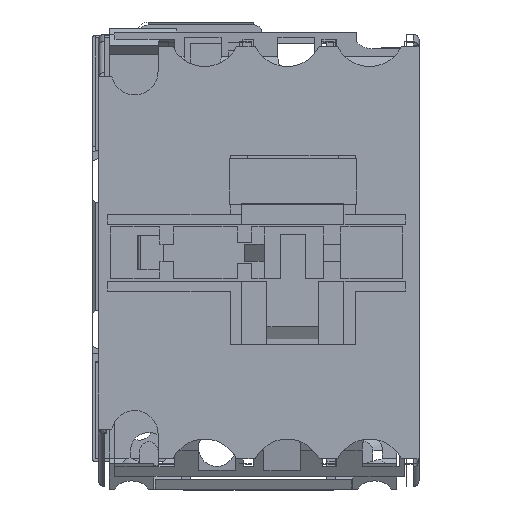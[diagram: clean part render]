
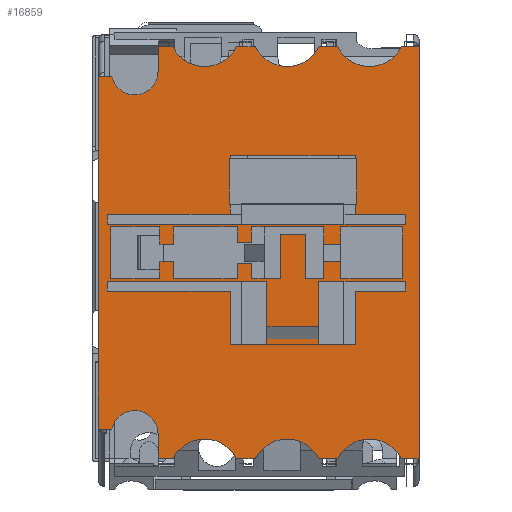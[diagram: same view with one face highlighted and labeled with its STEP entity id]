
A CAD part, top view. The second image highlights one B-rep face of the part: STEP entity #16859.
In plain terms, the highlighted planar face has unit normal (0, 0, 1).
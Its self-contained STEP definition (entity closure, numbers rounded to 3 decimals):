
#16392=DIRECTION('',(1.,0.,0.));
#16393=VECTOR('',#16392,2.389);
#16394=CARTESIAN_POINT('',(-28.2,31.5,128.4));
#16395=LINE('',#16394,#16393);
#16396=CARTESIAN_POINT('',(-21.8,32.35,128.4));
#16397=DIRECTION('',(0.,0.,1.));
#16398=DIRECTION('',(-0.978,-0.207,0.));
#16399=AXIS2_PLACEMENT_3D('',#16396,#16397,#16398);
#16401=DIRECTION('',(0.,1.,0.));
#16402=VECTOR('',#16401,4.4);
#16403=CARTESIAN_POINT('',(-17.7,32.35,128.4));
#16404=LINE('',#16403,#16402);
#16405=DIRECTION('',(1.,0.,0.));
#16406=VECTOR('',#16405,2.588);
#16407=CARTESIAN_POINT('',(-17.7,36.75,128.4));
#16408=LINE('',#16407,#16406);
#16409=CARTESIAN_POINT('',(-9.5,39.5,128.4));
#16410=DIRECTION('',(0.,0.,1.));
#16411=DIRECTION('',(-0.898,-0.44,0.));
#16412=AXIS2_PLACEMENT_3D('',#16409,#16410,#16411);
#16414=DIRECTION('',(1.,0.,0.));
#16415=VECTOR('',#16414,3.275);
#16416=CARTESIAN_POINT('',(-3.888,36.75,128.4));
#16417=LINE('',#16416,#16415);
#16418=CARTESIAN_POINT('',(5.,39.5,128.4));
#16419=DIRECTION('',(0.,0.,1.));
#16420=DIRECTION('',(-0.898,-0.44,0.));
#16421=AXIS2_PLACEMENT_3D('',#16418,#16419,#16420);
#16423=DIRECTION('',(1.,0.,0.));
#16424=VECTOR('',#16423,3.275);
#16425=CARTESIAN_POINT('',(10.612,36.75,128.4));
#16426=LINE('',#16425,#16424);
#16427=CARTESIAN_POINT('',(19.5,39.5,128.4));
#16428=DIRECTION('',(0.,0.,1.));
#16429=DIRECTION('',(-0.898,-0.44,0.));
#16430=AXIS2_PLACEMENT_3D('',#16427,#16428,#16429);
#16432=DIRECTION('',(1.,0.,0.));
#16433=VECTOR('',#16432,3.088);
#16434=CARTESIAN_POINT('',(25.112,36.75,128.4));
#16435=LINE('',#16434,#16433);
#16436=DIRECTION('',(0.,-1.,0.));
#16437=VECTOR('',#16436,72.5);
#16438=CARTESIAN_POINT('',(28.2,36.75,128.4));
#16439=LINE('',#16438,#16437);
#16440=DIRECTION('',(-1.,0.,0.));
#16441=VECTOR('',#16440,3.088);
#16442=CARTESIAN_POINT('',(28.2,-35.75,128.4));
#16443=LINE('',#16442,#16441);
#16444=CARTESIAN_POINT('',(19.5,-38.5,128.4));
#16445=DIRECTION('',(0.,0.,1.));
#16446=DIRECTION('',(0.898,0.44,0.));
#16447=AXIS2_PLACEMENT_3D('',#16444,#16445,#16446);
#16449=DIRECTION('',(-1.,0.,0.));
#16450=VECTOR('',#16449,3.275);
#16451=CARTESIAN_POINT('',(13.888,-35.75,128.4));
#16452=LINE('',#16451,#16450);
#16453=CARTESIAN_POINT('',(5.,-38.5,128.4));
#16454=DIRECTION('',(0.,0.,1.));
#16455=DIRECTION('',(0.898,0.44,0.));
#16456=AXIS2_PLACEMENT_3D('',#16453,#16454,#16455);
#16458=DIRECTION('',(-1.,0.,0.));
#16459=VECTOR('',#16458,3.275);
#16460=CARTESIAN_POINT('',(-0.612,-35.75,128.4));
#16461=LINE('',#16460,#16459);
#16462=CARTESIAN_POINT('',(-9.5,-38.5,128.4));
#16463=DIRECTION('',(0.,0.,1.));
#16464=DIRECTION('',(0.898,0.44,0.));
#16465=AXIS2_PLACEMENT_3D('',#16462,#16463,#16464);
#16467=DIRECTION('',(-1.,0.,0.));
#16468=VECTOR('',#16467,2.588);
#16469=CARTESIAN_POINT('',(-15.112,-35.75,128.4));
#16470=LINE('',#16469,#16468);
#16471=DIRECTION('',(0.,1.,0.));
#16472=VECTOR('',#16471,4.4);
#16473=CARTESIAN_POINT('',(-17.7,-35.75,128.4));
#16474=LINE('',#16473,#16472);
#16475=CARTESIAN_POINT('',(-21.8,-31.35,128.4));
#16476=DIRECTION('',(0.,0.,1.));
#16477=DIRECTION('',(1.,0.,0.));
#16478=AXIS2_PLACEMENT_3D('',#16475,#16476,#16477);
#16480=DIRECTION('',(-1.,0.,0.));
#16481=VECTOR('',#16480,2.389);
#16482=CARTESIAN_POINT('',(-25.811,-30.5,128.4));
#16483=LINE('',#16482,#16481);
#16484=DIRECTION('',(0.,1.,0.));
#16485=VECTOR('',#16484,62.);
#16486=CARTESIAN_POINT('',(-28.2,-30.5,128.4));
#16487=LINE('',#16486,#16485);
#16764=CARTESIAN_POINT('',(-25.811,31.5,128.4));
#16765=CARTESIAN_POINT('',(-28.2,31.5,128.4));
#16766=VERTEX_POINT('',#16764);
#16767=VERTEX_POINT('',#16765);
#16768=CARTESIAN_POINT('',(-15.112,36.75,128.4));
#16769=CARTESIAN_POINT('',(-17.7,36.75,128.4));
#16770=VERTEX_POINT('',#16768);
#16771=VERTEX_POINT('',#16769);
#16772=CARTESIAN_POINT('',(-0.612,36.75,128.4));
#16773=CARTESIAN_POINT('',(-3.888,36.75,128.4));
#16774=VERTEX_POINT('',#16772);
#16775=VERTEX_POINT('',#16773);
#16776=CARTESIAN_POINT('',(13.888,36.75,128.4));
#16777=CARTESIAN_POINT('',(10.612,36.75,128.4));
#16778=VERTEX_POINT('',#16776);
#16779=VERTEX_POINT('',#16777);
#16780=CARTESIAN_POINT('',(28.2,36.75,128.4));
#16781=CARTESIAN_POINT('',(25.112,36.75,128.4));
#16782=VERTEX_POINT('',#16780);
#16783=VERTEX_POINT('',#16781);
#16784=CARTESIAN_POINT('',(25.112,-35.75,128.4));
#16785=CARTESIAN_POINT('',(28.2,-35.75,128.4));
#16786=VERTEX_POINT('',#16784);
#16787=VERTEX_POINT('',#16785);
#16788=CARTESIAN_POINT('',(10.612,-35.75,128.4));
#16789=CARTESIAN_POINT('',(13.888,-35.75,128.4));
#16790=VERTEX_POINT('',#16788);
#16791=VERTEX_POINT('',#16789);
#16792=CARTESIAN_POINT('',(-3.888,-35.75,128.4));
#16793=CARTESIAN_POINT('',(-0.612,-35.75,128.4));
#16794=VERTEX_POINT('',#16792);
#16795=VERTEX_POINT('',#16793);
#16796=CARTESIAN_POINT('',(-17.7,-35.75,128.4));
#16797=CARTESIAN_POINT('',(-15.112,-35.75,128.4));
#16798=VERTEX_POINT('',#16796);
#16799=VERTEX_POINT('',#16797);
#16800=CARTESIAN_POINT('',(-28.2,-30.5,128.4));
#16801=CARTESIAN_POINT('',(-25.811,-30.5,128.4));
#16802=VERTEX_POINT('',#16800);
#16803=VERTEX_POINT('',#16801);
#16804=CARTESIAN_POINT('',(-17.7,-31.35,128.4));
#16805=VERTEX_POINT('',#16804);
#16806=CARTESIAN_POINT('',(-17.7,32.35,128.4));
#16807=VERTEX_POINT('',#16806);
#16808=CARTESIAN_POINT('',(0.,0.5,128.4));
#16809=DIRECTION('',(0.,0.,1.));
#16810=DIRECTION('',(0.,1.,0.));
#16811=AXIS2_PLACEMENT_3D('',#16808,#16809,#16810);
#16812=PLANE('',#16811);
#16814=ORIENTED_EDGE('',*,*,#16813,.T.);
#16816=ORIENTED_EDGE('',*,*,#16815,.T.);
#16818=ORIENTED_EDGE('',*,*,#16817,.T.);
#16820=ORIENTED_EDGE('',*,*,#16819,.T.);
#16822=ORIENTED_EDGE('',*,*,#16821,.T.);
#16824=ORIENTED_EDGE('',*,*,#16823,.T.);
#16826=ORIENTED_EDGE('',*,*,#16825,.T.);
#16828=ORIENTED_EDGE('',*,*,#16827,.T.);
#16830=ORIENTED_EDGE('',*,*,#16829,.T.);
#16832=ORIENTED_EDGE('',*,*,#16831,.T.);
#16834=ORIENTED_EDGE('',*,*,#16833,.T.);
#16836=ORIENTED_EDGE('',*,*,#16835,.T.);
#16838=ORIENTED_EDGE('',*,*,#16837,.T.);
#16840=ORIENTED_EDGE('',*,*,#16839,.T.);
#16842=ORIENTED_EDGE('',*,*,#16841,.T.);
#16844=ORIENTED_EDGE('',*,*,#16843,.T.);
#16846=ORIENTED_EDGE('',*,*,#16845,.T.);
#16848=ORIENTED_EDGE('',*,*,#16847,.T.);
#16850=ORIENTED_EDGE('',*,*,#16849,.T.);
#16852=ORIENTED_EDGE('',*,*,#16851,.T.);
#16854=ORIENTED_EDGE('',*,*,#16853,.T.);
#16856=ORIENTED_EDGE('',*,*,#16855,.T.);
#16857=EDGE_LOOP('',(#16814,#16816,#16818,#16820,#16822,#16824,#16826,#16828,
#16830,#16832,#16834,#16836,#16838,#16840,#16842,#16844,#16846,#16848,#16850,
#16852,#16854,#16856));
#16858=FACE_OUTER_BOUND('',#16857,.F.);
#16859=ADVANCED_FACE('',(#16858),#16812,.T.);
#16400=CIRCLE('',#16399,4.1);
#16413=CIRCLE('',#16412,6.25);
#16422=CIRCLE('',#16421,6.25);
#16431=CIRCLE('',#16430,6.25);
#16448=CIRCLE('',#16447,6.25);
#16457=CIRCLE('',#16456,6.25);
#16466=CIRCLE('',#16465,6.25);
#16479=CIRCLE('',#16478,4.1);
#16813=EDGE_CURVE('',#16767,#16766,#16395,.T.);
#16815=EDGE_CURVE('',#16766,#16807,#16400,.T.);
#16817=EDGE_CURVE('',#16807,#16771,#16404,.T.);
#16819=EDGE_CURVE('',#16771,#16770,#16408,.T.);
#16821=EDGE_CURVE('',#16770,#16775,#16413,.T.);
#16823=EDGE_CURVE('',#16775,#16774,#16417,.T.);
#16825=EDGE_CURVE('',#16774,#16779,#16422,.T.);
#16827=EDGE_CURVE('',#16779,#16778,#16426,.T.);
#16829=EDGE_CURVE('',#16778,#16783,#16431,.T.);
#16831=EDGE_CURVE('',#16783,#16782,#16435,.T.);
#16833=EDGE_CURVE('',#16782,#16787,#16439,.T.);
#16835=EDGE_CURVE('',#16787,#16786,#16443,.T.);
#16837=EDGE_CURVE('',#16786,#16791,#16448,.T.);
#16839=EDGE_CURVE('',#16791,#16790,#16452,.T.);
#16841=EDGE_CURVE('',#16790,#16795,#16457,.T.);
#16843=EDGE_CURVE('',#16795,#16794,#16461,.T.);
#16845=EDGE_CURVE('',#16794,#16799,#16466,.T.);
#16847=EDGE_CURVE('',#16799,#16798,#16470,.T.);
#16849=EDGE_CURVE('',#16798,#16805,#16474,.T.);
#16851=EDGE_CURVE('',#16805,#16803,#16479,.T.);
#16853=EDGE_CURVE('',#16803,#16802,#16483,.T.);
#16855=EDGE_CURVE('',#16802,#16767,#16487,.T.);
